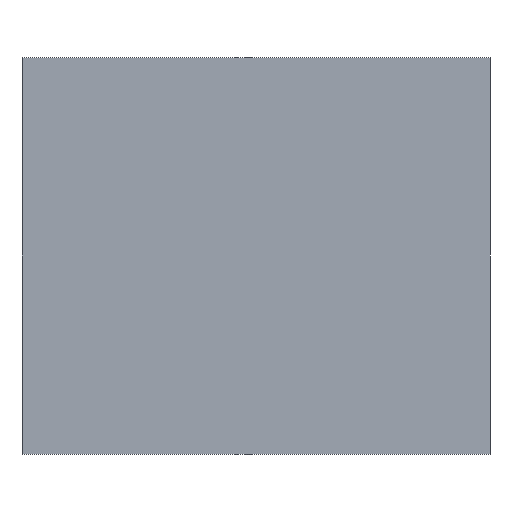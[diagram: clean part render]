
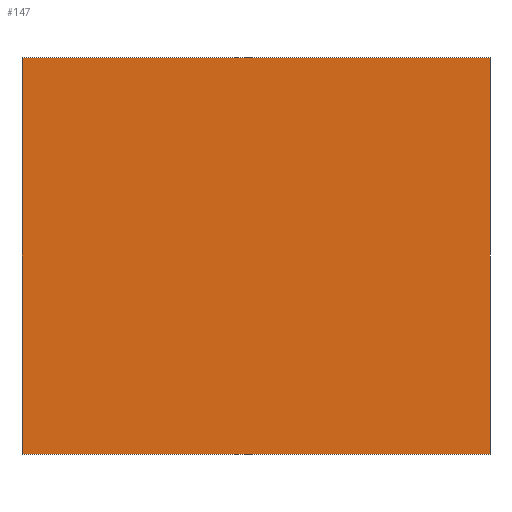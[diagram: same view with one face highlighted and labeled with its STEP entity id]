
A CAD part, left-side view. The second image highlights one B-rep face of the part: STEP entity #147.
In plain terms, the highlighted planar face has unit normal (-1, 0, 0).
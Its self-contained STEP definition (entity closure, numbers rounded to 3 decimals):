
#49 = EDGE_CURVE('',#50,#52,#54,.T.);
#50 = VERTEX_POINT('',#51);
#51 = CARTESIAN_POINT('',(-1.19,-2.251,0.));
#52 = VERTEX_POINT('',#53);
#53 = CARTESIAN_POINT('',(-1.19,-2.251,3.81));
#54 = LINE('',#55,#56);
#55 = CARTESIAN_POINT('',(-1.19,-2.251,0.));
#56 = VECTOR('',#57,1.);
#57 = DIRECTION('',(0.,0.,1.));
#122 = VERTEX_POINT('',#123);
#123 = CARTESIAN_POINT('',(-1.19,2.251,3.81));
#129 = EDGE_CURVE('',#130,#122,#132,.T.);
#130 = VERTEX_POINT('',#131);
#131 = CARTESIAN_POINT('',(-1.19,2.251,0.));
#132 = LINE('',#133,#134);
#133 = CARTESIAN_POINT('',(-1.19,2.251,0.));
#134 = VECTOR('',#135,1.);
#135 = DIRECTION('',(0.,0.,1.));
#147 = ADVANCED_FACE('',(#148),#164,.F.);
#148 = FACE_BOUND('',#149,.F.);
#149 = EDGE_LOOP('',(#150,#151,#157,#158));
#150 = ORIENTED_EDGE('',*,*,#129,.T.);
#151 = ORIENTED_EDGE('',*,*,#152,.T.);
#152 = EDGE_CURVE('',#122,#52,#153,.T.);
#153 = LINE('',#154,#155);
#154 = CARTESIAN_POINT('',(-1.19,2.251,3.81));
#155 = VECTOR('',#156,1.);
#156 = DIRECTION('',(0.,-1.,0.));
#157 = ORIENTED_EDGE('',*,*,#49,.F.);
#158 = ORIENTED_EDGE('',*,*,#159,.F.);
#159 = EDGE_CURVE('',#130,#50,#160,.T.);
#160 = LINE('',#161,#162);
#161 = CARTESIAN_POINT('',(-1.19,2.251,0.));
#162 = VECTOR('',#163,1.);
#163 = DIRECTION('',(0.,-1.,0.));
#164 = PLANE('',#165);
#165 = AXIS2_PLACEMENT_3D('',#166,#167,#168);
#166 = CARTESIAN_POINT('',(-1.19,2.251,0.));
#167 = DIRECTION('',(1.,0.,-0.));
#168 = DIRECTION('',(0.,-1.,0.));
